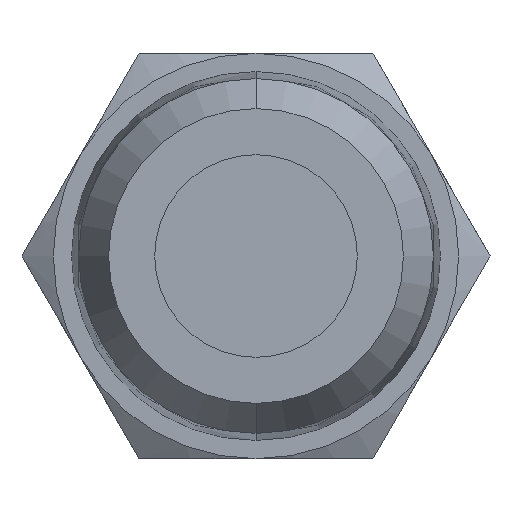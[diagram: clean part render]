
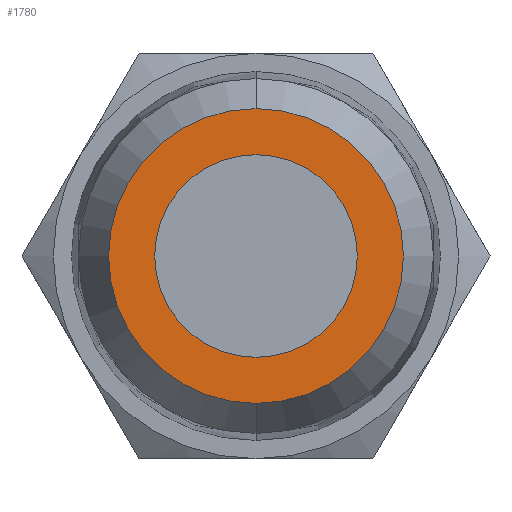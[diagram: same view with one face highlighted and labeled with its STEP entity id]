
A CAD part, front view. The second image highlights one B-rep face of the part: STEP entity #1780.
In plain terms, the highlighted planar face has unit normal (0, -1, 0).
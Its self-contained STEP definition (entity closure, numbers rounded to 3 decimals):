
#35 = ORIENTED_EDGE ( 'NONE', *, *, #2204, .T. ) ;
#36 = ORIENTED_EDGE ( 'NONE', *, *, #2196, .T. ) ;
#37 = ORIENTED_EDGE ( 'NONE', *, *, #2205, .T. ) ;
#38 = ORIENTED_EDGE ( 'NONE', *, *, #2188, .T. ) ;
#429 = PLANE ( 'NONE',  #2325 ) ;
#436 = CARTESIAN_POINT ( 'NONE',  ( 0., 0., 0. ) ) ;
#437 = DIRECTION ( 'NONE',  ( 0., -1., 0. ) ) ;
#438 = DIRECTION ( 'NONE',  ( 0., 0., -1. ) ) ;
#1087 = AXIS2_PLACEMENT_3D ( 'NONE', #1440, #1441, #1442 ) ;
#1092 = AXIS2_PLACEMENT_3D ( 'NONE', #1459, #1460, #1461 ) ;
#1096 = AXIS2_PLACEMENT_3D ( 'NONE', #1502, #1503, #1504 ) ;
#1097 = AXIS2_PLACEMENT_3D ( 'NONE', #1506, #1507, #1508 ) ;
#1285 = CIRCLE ( 'NONE', #1087, 2.75 ) ;
#1295 = CIRCLE ( 'NONE', #1092, 4. ) ;
#1311 = CIRCLE ( 'NONE', #1096, 4. ) ;
#1312 = CIRCLE ( 'NONE', #1097, 2.75 ) ;
#1339 = CARTESIAN_POINT ( 'NONE',  ( 2.75, 0., 0. ) ) ;
#1350 = CARTESIAN_POINT ( 'NONE',  ( -2.75, 0., 0. ) ) ;
#1376 = CARTESIAN_POINT ( 'NONE',  ( 0., 0., -4. ) ) ;
#1377 = CARTESIAN_POINT ( 'NONE',  ( 0., 0., 4. ) ) ;
#1440 = CARTESIAN_POINT ( 'NONE',  ( 0., 0., 0. ) ) ;
#1441 = DIRECTION ( 'NONE',  ( 0., 1., 0. ) ) ;
#1442 = DIRECTION ( 'NONE',  ( -1., 0., 0. ) ) ;
#1459 = CARTESIAN_POINT ( 'NONE',  ( 0., 0., 0. ) ) ;
#1460 = DIRECTION ( 'NONE',  ( 0., -1., 0. ) ) ;
#1461 = DIRECTION ( 'NONE',  ( 0., 0., -1. ) ) ;
#1502 = CARTESIAN_POINT ( 'NONE',  ( 0., 0., 0. ) ) ;
#1503 = DIRECTION ( 'NONE',  ( 0., -1., 0. ) ) ;
#1504 = DIRECTION ( 'NONE',  ( 0., 0., -1. ) ) ;
#1506 = CARTESIAN_POINT ( 'NONE',  ( 0., 0., 0. ) ) ;
#1507 = DIRECTION ( 'NONE',  ( 0., 1., 0. ) ) ;
#1508 = DIRECTION ( 'NONE',  ( -1., 0., 0. ) ) ;
#1780 = ADVANCED_FACE ( 'NONE', ( #2554, #2558 ), #429, .T. ) ;
#1948 = VERTEX_POINT ( 'NONE', #1350 ) ;
#1949 = VERTEX_POINT ( 'NONE', #1339 ) ;
#1976 = VERTEX_POINT ( 'NONE', #1376 ) ;
#1977 = VERTEX_POINT ( 'NONE', #1377 ) ;
#2028 = EDGE_LOOP ( 'NONE', ( #37, #38 ) ) ;
#2035 = EDGE_LOOP ( 'NONE', ( #35, #36 ) ) ;
#2188 = EDGE_CURVE ( 'NONE', #1949, #1948, #1285, .T. ) ;
#2196 = EDGE_CURVE ( 'NONE', #1976, #1977, #1295, .T. ) ;
#2204 = EDGE_CURVE ( 'NONE', #1977, #1976, #1311, .T. ) ;
#2205 = EDGE_CURVE ( 'NONE', #1948, #1949, #1312, .T. ) ;
#2325 = AXIS2_PLACEMENT_3D ( 'NONE', #436, #437, #438 ) ;
#2554 = FACE_OUTER_BOUND ( 'NONE', #2035, .T. ) ;
#2558 = FACE_BOUND ( 'NONE', #2028, .T. ) ;
